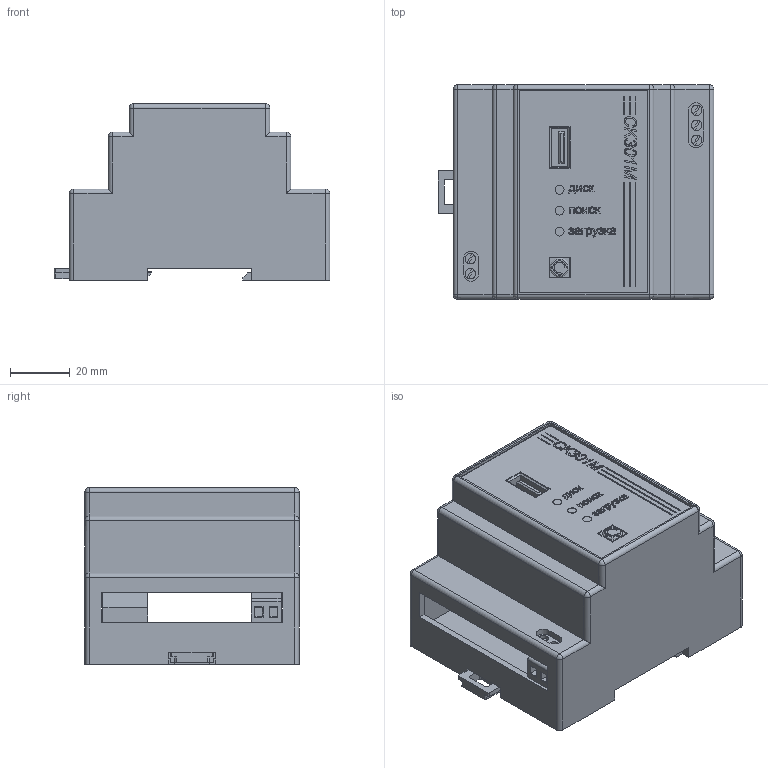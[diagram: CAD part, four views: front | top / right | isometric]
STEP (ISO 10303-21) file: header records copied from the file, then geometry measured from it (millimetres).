
FILE_DESCRIPTION(('TFLEX Exchange Step'),'2;1');
FILE_NAME('3D-модель прибора СК301М2.stp', '2020-10-20T21:21:21+05:00',('Алексей'),('Unknown organisation'),'TFLEX Exchange 2019.1','T-FLEX CAD','Unknown authorisation');
FILE_SCHEMA( ('AUTOMOTIVE_DESIGN { 1 0 10303 214 1 1 1 1 }') );
Length unit declared in the file: millimetre
Products named in the file (9): USB; Клемма:4; Клемма; Клемма:3; Этикетка; Защелка; Корпус; _СК301М2
Assembly tree (11 placements, depth 3):
  _СК301М2
    USB
    Клемма
      Клемма:4  x3
    Клемма
      Клемма:3  x2
    Этикетка
    Защелка
    Корпус
Bounding box: 92 x 71.5 x 59 mm (x, y, z)
Volume: 56653.4 mm3; surface area: 64351.5 mm2
Topology: 45 solids, 45 shells, 813 faces, 2068 edges, 1344 vertices
Faces by surface type: plane 535, bspline 176, cylinder 88, sphere 12, torus 2
Full cylindrical faces by diameter (mm): 3.5 x10
Entity records: 24681 total; most frequent: CARTESIAN_POINT 6237, ORIENTED_EDGE 4022, DIRECTION 3138, EDGE_CURVE 2011, VECTOR 1452, LINE 1452, VERTEX_POINT 1314, EDGE_LOOP 857
